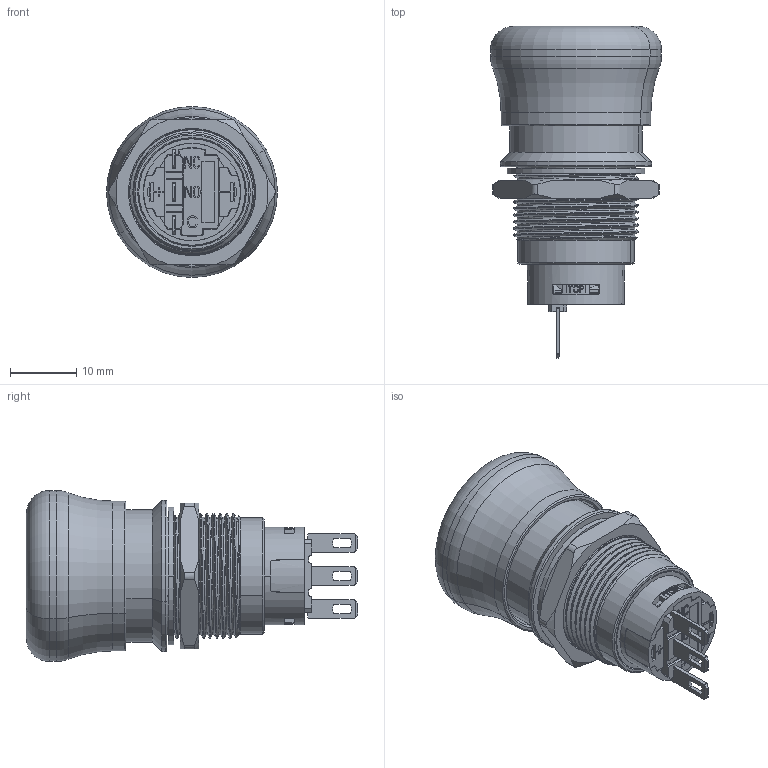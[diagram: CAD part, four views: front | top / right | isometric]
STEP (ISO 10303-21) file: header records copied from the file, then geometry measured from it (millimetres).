
FILE_DESCRIPTION((''),'2;1');
FILE_NAME('L20201119004','2021-01-13T',('Administrator'),('zyb.com'),'PRO/ENGINEER BY PARAMETRIC TECHNOLOGY CORPORATION, 2010280','PRO/ENGINEER BY PARAMETRIC TECHNOLOGY CORPORATION, 2010280','');
FILE_SCHEMA(('AUTOMOTIVE_DESIGN { 1 0 10303 214 1 1 1 1 }'));
Length unit declared in the file: millimetre
Products named in the file (1): L20201119004
Bounding box: 25.8 x 50.08 x 25.8 mm (x, y, z)
Volume: 13613.6 mm3; surface area: 7874.4 mm2
Topology: 2 solids, 2 shells, 1000 faces, 2844 edges, 1867 vertices
Faces by surface type: plane 733, cylinder 191, bspline 33, cone 31, torus 12
Entity records: 46617 total; most frequent: CARTESIAN_POINT 14935, ORIENTED_EDGE 5688, DIRECTION 4626, EDGE_CURVE 2844, VERTEX_POINT 1867, VECTOR 1798, LINE 1798, AXIS2_PLACEMENT_3D 1414
